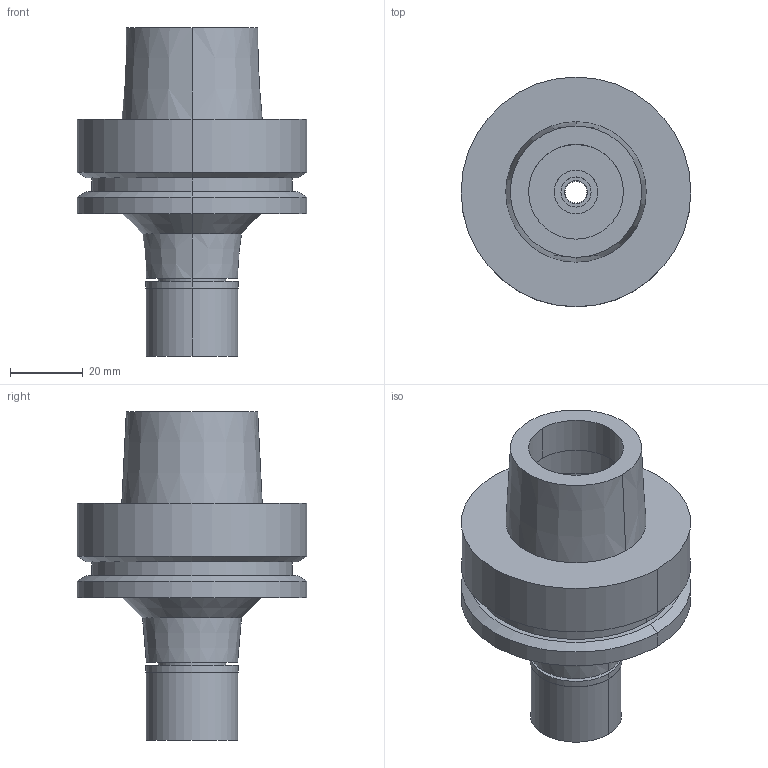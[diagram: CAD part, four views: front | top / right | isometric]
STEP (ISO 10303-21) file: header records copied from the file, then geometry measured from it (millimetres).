
FILE_DESCRIPTION((''),'2;1');
FILE_NAME('HF63ME06065-060_ASM','2018-02-21T',('ykawabe'),(''),'CREO PARAMETRIC BY PTC INC, 2016380','CREO PARAMETRIC BY PTC INC, 2016380','');
FILE_SCHEMA(('AUTOMOTIVE_DESIGN { 1 0 10303 214 1 1 1 1 }'));
Length unit declared in the file: millimetre
Products named in the file (5): HSK-F63-MEGA6E-65_1; MEC6-6AA_1; MEN6_1; DXF_TEMP_ASSY_ASM_4_ASM; HF63ME06065-060_ASM
Assembly tree (4 placements, depth 3):
  HF63ME06065-060_ASM
    DXF_TEMP_ASSY_ASM_4_ASM
      HSK-F63-MEGA6E-65_1
      MEC6-6AA_1
      MEN6_1
Bounding box: 63 x 63 x 90 mm (x, y, z)
Volume: 101487.2 mm3; surface area: 27141.7 mm2
Topology: 3 solids, 3 shells, 109 faces, 218 edges, 128 vertices
Faces by surface type: cylinder 52, cone 36, plane 19, torus 2
Entity records: 4377 total; most frequent: DIRECTION 612, CARTESIAN_POINT 490, ORIENTED_EDGE 436, AXIS2_PLACEMENT_3D 262, PRESENTATION_STYLE_ASSIGNMENT 226, STYLED_ITEM 226, CURVE_STYLE 223, EDGE_CURVE 218
